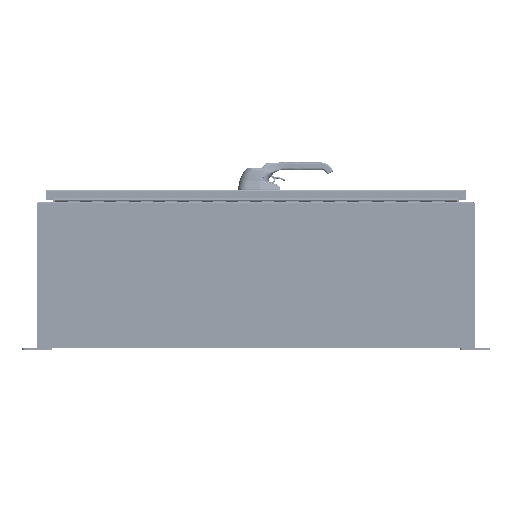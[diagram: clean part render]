
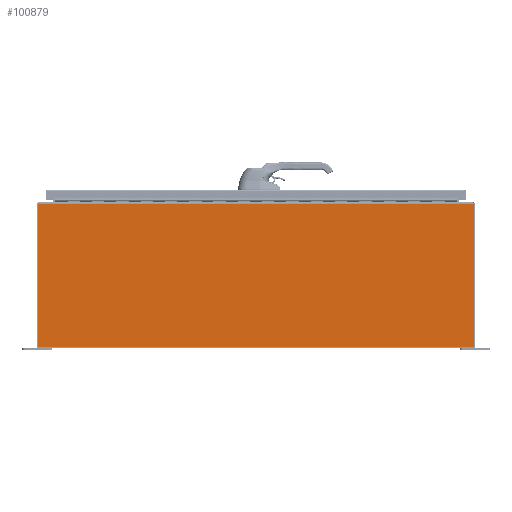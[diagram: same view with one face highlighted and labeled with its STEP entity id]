
A CAD part, left-side view. The second image highlights one B-rep face of the part: STEP entity #100879.
In plain terms, the highlighted face is planar.
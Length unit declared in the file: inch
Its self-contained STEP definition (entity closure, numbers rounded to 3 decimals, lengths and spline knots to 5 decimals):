
#11319 = LINE ( 'NONE', #132127, #104860 ) ;
#12944 = CARTESIAN_POINT ( 'NONE',  ( -5.926, 17.926, 0.074 ) ) ;
#13505 = CARTESIAN_POINT ( 'NONE',  ( -5.926, -17.926, 0.074 ) ) ;
#18563 = CARTESIAN_POINT ( 'NONE',  ( 5.926, -17.926, 0.074 ) ) ;
#25787 = EDGE_CURVE ( 'NONE', #42770, #139789, #129648, .T. ) ;
#26294 = DIRECTION ( 'NONE',  ( 0., 1., 0. ) ) ;
#26983 = PLANE ( 'NONE',  #128742 ) ;
#31302 = DIRECTION ( 'NONE',  ( -1., 0., 0. ) ) ;
#34228 = LINE ( 'NONE', #13505, #131585 ) ;
#37425 = CARTESIAN_POINT ( 'NONE',  ( -5.926, -17.926, 0.074 ) ) ;
#39214 = CARTESIAN_POINT ( 'NONE',  ( 5.89475, 17.926, 0.074 ) ) ;
#40398 = DIRECTION ( 'NONE',  ( 0., 0., 1. ) ) ;
#42770 = VERTEX_POINT ( 'NONE', #12944 ) ;
#49723 = EDGE_CURVE ( 'NONE', #50986, #153583, #131400, .T. ) ;
#50986 = VERTEX_POINT ( 'NONE', #137481 ) ;
#56190 = DIRECTION ( 'NONE',  ( 0., 1., 0. ) ) ;
#70099 = ORIENTED_EDGE ( 'NONE', *, *, #25787, .F. ) ;
#70690 = EDGE_CURVE ( 'NONE', #50986, #139789, #11319, .T. ) ;
#96036 = VECTOR ( 'NONE', #101866, 39.37008 ) ;
#100879 = ADVANCED_FACE ( 'NONE', ( #107464 ), #26983, .T. ) ;
#101866 = DIRECTION ( 'NONE',  ( 1., 0., 0. ) ) ;
#101901 = CARTESIAN_POINT ( 'NONE',  ( -5.926, 17.926, 0.074 ) ) ;
#104860 = VECTOR ( 'NONE', #56190, 39.37008 ) ;
#107464 = FACE_OUTER_BOUND ( 'NONE', #132213, .T. ) ;
#108715 = ORIENTED_EDGE ( 'NONE', *, *, #152794, .F. ) ;
#116476 = CARTESIAN_POINT ( 'NONE',  ( 0., 0., 0.074 ) ) ;
#127392 = VECTOR ( 'NONE', #31302, 39.37008 ) ;
#128742 = AXIS2_PLACEMENT_3D ( 'NONE', #116476, #40398, #129126 ) ;
#129126 = DIRECTION ( 'NONE',  ( 1., 0., 0. ) ) ;
#129648 = LINE ( 'NONE', #101901, #96036 ) ;
#131400 = LINE ( 'NONE', #18563, #127392 ) ;
#131585 = VECTOR ( 'NONE', #26294, 39.37008 ) ;
#132127 = CARTESIAN_POINT ( 'NONE',  ( 5.89475, -8.963, 0.074 ) ) ;
#132213 = EDGE_LOOP ( 'NONE', ( #147987, #70099, #108715, #135090 ) ) ;
#135090 = ORIENTED_EDGE ( 'NONE', *, *, #49723, .F. ) ;
#137481 = CARTESIAN_POINT ( 'NONE',  ( 5.89475, -17.926, 0.074 ) ) ;
#139789 = VERTEX_POINT ( 'NONE', #39214 ) ;
#147987 = ORIENTED_EDGE ( 'NONE', *, *, #70690, .T. ) ;
#152794 = EDGE_CURVE ( 'NONE', #153583, #42770, #34228, .T. ) ;
#153583 = VERTEX_POINT ( 'NONE', #37425 ) ;
